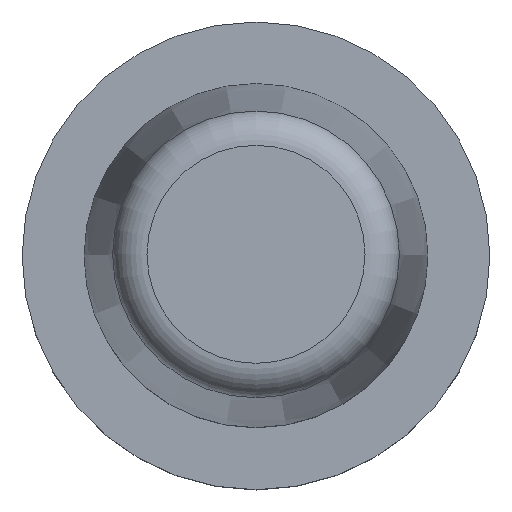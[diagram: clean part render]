
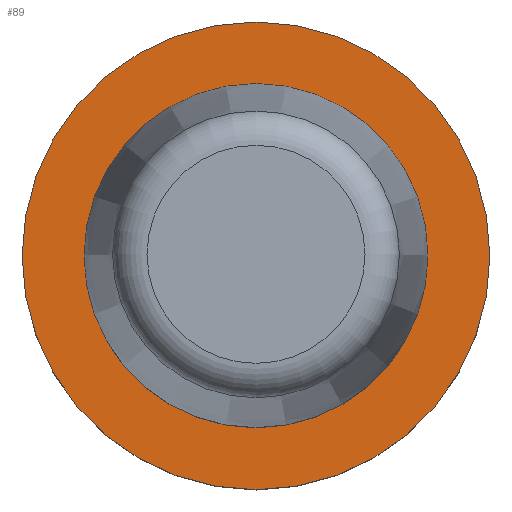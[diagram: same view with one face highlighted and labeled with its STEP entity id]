
A CAD part, top view. The second image highlights one B-rep face of the part: STEP entity #89.
In plain terms, the highlighted planar face has unit normal (0, 0, 1).
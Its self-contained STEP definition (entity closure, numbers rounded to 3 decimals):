
#89=ADVANCED_FACE('',(#177,#179),#181,.T.);
#177=FACE_BOUND('',#178,.T.);
#178=EDGE_LOOP('',(#236));
#179=FACE_BOUND('',#180,.T.);
#180=EDGE_LOOP('',(#237));
#181=PLANE('',#182);
#182=AXIS2_PLACEMENT_3D('',#183,#184,#185);
#183=CARTESIAN_POINT('',(0.,0.,12.));
#184=DIRECTION('',(0.,0.,1.));
#185=DIRECTION('',(-1.,0.,0.));
#236=ORIENTED_EDGE('',*,*,#251,.F.);
#237=ORIENTED_EDGE('',*,*,#252,.T.);
#251=EDGE_CURVE('',#264,#264,#265,.T.);
#252=EDGE_CURVE('',#266,#266,#267,.T.);
#264=VERTEX_POINT('',#294);
#265=CIRCLE('',#295,3.4);
#266=VERTEX_POINT('',#299);
#267=CIRCLE('',#300,2.5);
#294=CARTESIAN_POINT('',(-3.4,0.,12.));
#295=AXIS2_PLACEMENT_3D('',#296,#297,#298);
#296=CARTESIAN_POINT('',(0.,0.,12.));
#297=DIRECTION('',(0.,0.,-1.));
#298=DIRECTION('',(-1.,0.,0.));
#299=CARTESIAN_POINT('',(-2.5,0.,12.));
#300=AXIS2_PLACEMENT_3D('',#301,#302,#303);
#301=CARTESIAN_POINT('',(0.,0.,12.));
#302=DIRECTION('',(0.,0.,-1.));
#303=DIRECTION('',(-1.,0.,0.));
